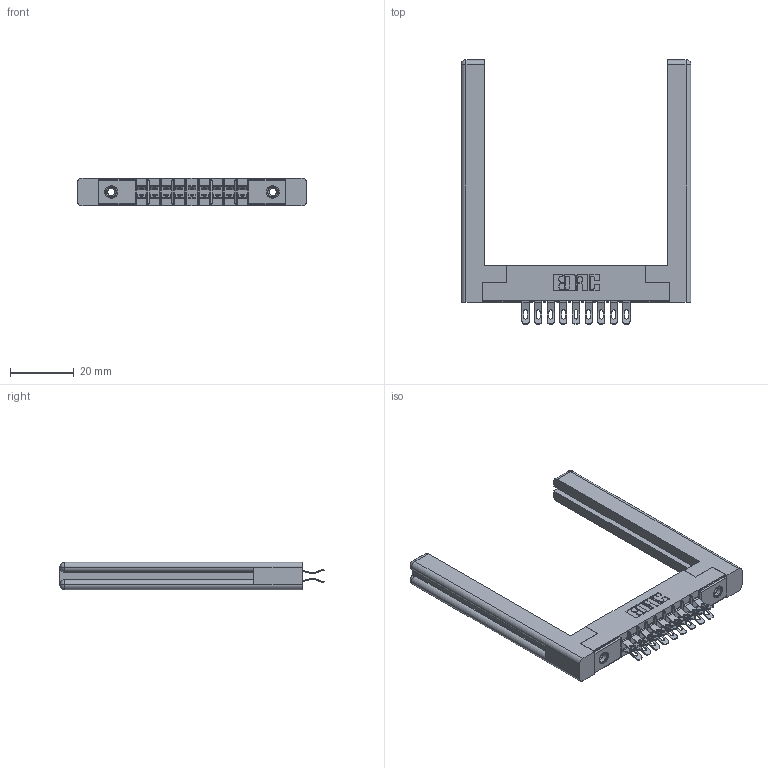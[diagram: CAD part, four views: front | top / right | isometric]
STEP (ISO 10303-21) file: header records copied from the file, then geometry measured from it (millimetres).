
FILE_DESCRIPTION (( 'STEP AP203' ), '1' );
FILE_NAME ('315-018-555-258.STEP', '2019-09-10T14:04:07', ( '' ), ( '' ), 'SwSTEP 2.0', 'SolidWorks 2016', '' );
FILE_SCHEMA (( 'CONFIG_CONTROL_DESIGN' ));
Length unit declared in the file: inch
Products named in the file (5): 305 Part_.156 Dia; 307-220-058; 315-018-555-258; 305-290-001_555; 345-250-001_345-250-001-102
Assembly tree (23 placements, depth 2):
  315-018-555-258
    305 Part_.156 Dia
    305-290-001_555  x18
    345-250-001_345-250-001-102  x2
    307-220-058  x2
Bounding box: 72.29 x 83.06 x 8.71 mm (x, y, z)
Volume: 12334 mm3; surface area: 13286.6 mm2
Topology: 23 solids, 23 shells, 1446 faces, 4225 edges, 2754 vertices
Faces by surface type: plane 728, cylinder 658, sphere 36, cone 12, torus 12
Entity records: 17019 total; most frequent: CARTESIAN_POINT 2850, ORIENTED_EDGE 2756, DIRECTION 2740, EDGE_CURVE 1378, VECTOR 1048, LINE 1048, VERTEX_POINT 886, AXIS2_PLACEMENT_3D 846
